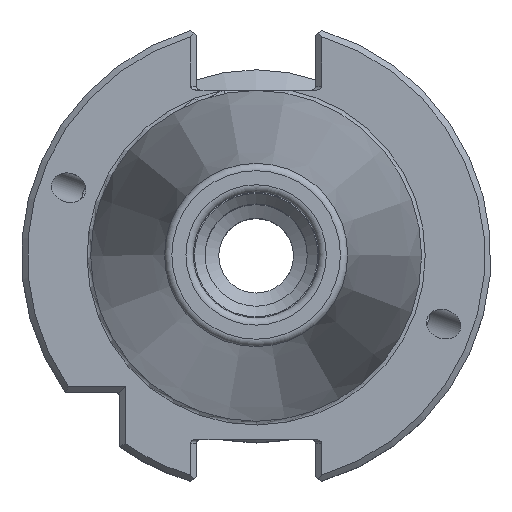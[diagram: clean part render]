
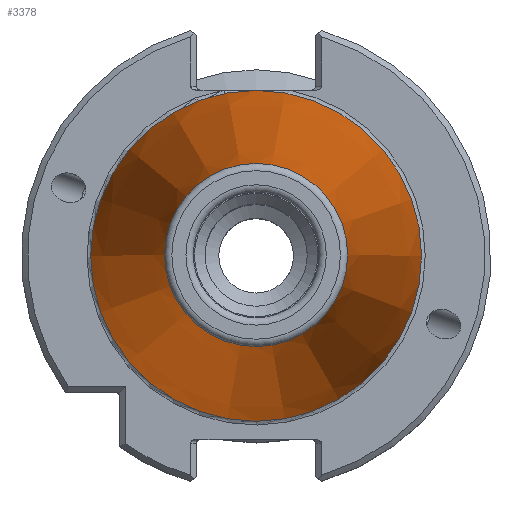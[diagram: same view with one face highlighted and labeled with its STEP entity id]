
A CAD part, top view. The second image highlights one B-rep face of the part: STEP entity #3378.
In plain terms, the highlighted conical face has half-angle 8.297 degrees and reference radius 22.395 mm.
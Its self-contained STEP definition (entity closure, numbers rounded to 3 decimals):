
#45=CONICAL_SURFACE('',#3621,22.395,0.145);
#137=CIRCLE('',#3516,22.395);
#167=CIRCLE('',#3622,12.397);
#1046=ORIENTED_EDGE('',*,*,#1414,.F.);
#1047=ORIENTED_EDGE('',*,*,#1317,.T.);
#1317=EDGE_CURVE('',#1596,#1596,#137,.T.);
#1414=EDGE_CURVE('',#1649,#1649,#167,.T.);
#1596=VERTEX_POINT('',#5040);
#1649=VERTEX_POINT('',#5314);
#1904=EDGE_LOOP('',(#1046));
#1905=EDGE_LOOP('',(#1047));
#2113=FACE_BOUND('',#1904,.T.);
#2114=FACE_BOUND('',#1905,.T.);
#3378=ADVANCED_FACE('',(#2113,#2114),#45,.T.);
#3516=AXIS2_PLACEMENT_3D('',#5039,#3966,#3967);
#3621=AXIS2_PLACEMENT_3D('',#5312,#4211,#4212);
#3622=AXIS2_PLACEMENT_3D('',#5313,#4213,#4214);
#3966=DIRECTION('',(0.,0.,1.));
#3967=DIRECTION('',(1.,0.,0.));
#4211=DIRECTION('',(0.,0.,-1.));
#4212=DIRECTION('',(-1.,0.,0.));
#4213=DIRECTION('',(0.,0.,1.));
#4214=DIRECTION('',(1.,0.,0.));
#5039=CARTESIAN_POINT('',(0.,0.,-1.163));
#5040=CARTESIAN_POINT('',(22.395,0.,-1.163));
#5312=CARTESIAN_POINT('',(0.,0.,-1.163));
#5313=CARTESIAN_POINT('',(0.,0.,67.394));
#5314=CARTESIAN_POINT('',(12.397,0.,67.394));
